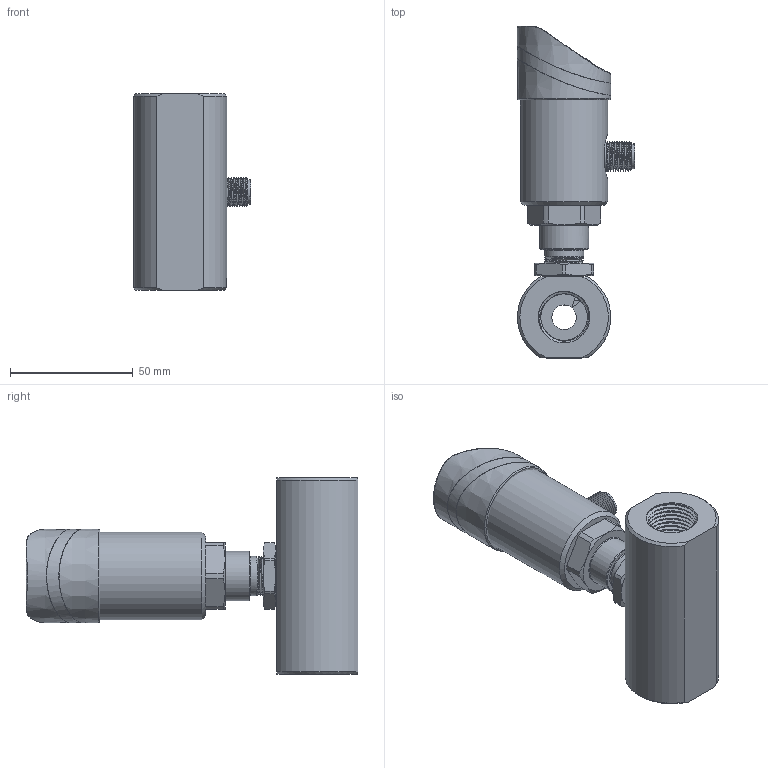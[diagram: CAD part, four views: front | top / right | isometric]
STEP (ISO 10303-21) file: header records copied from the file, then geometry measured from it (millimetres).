
FILE_DESCRIPTION(/* description */ (''),/* implementation_level */ '2;1');
FILE_NAME(/* name */ 'FS510-DN10-G12K.stp',/* time_stamp */ '2023-09-06T14:20:37+08:00',/* author */ (''),/* organization */ (''),/* preprocessor_version */ 'ST-DEVELOPER v16.7',/* originating_system */ 'SIEMENS PLM Software NX 12.0',/* authorisation */ '');
FILE_SCHEMA (('AUTOMOTIVE_DESIGN { 1 0 10303 214 3 1 1 1 }'));
Products named in the file (1): Mayn139CE878jepg
Bounding box: 47.7 x 135 x 80 mm (x, y, z)
Volume: 124136.6 mm3; surface area: 44455.1 mm2
Topology: 4 solids, 6 shells, 722 faces, 1888 edges, 1233 vertices
Faces by surface type: plane 267, extrusion 141, cylinder 131, cone 76, bspline 64, torus 32, sphere 11
Full cylindrical faces by diameter (mm): 1.689 x1, 2.7 x3, 10 x1, 12 x1, 15.9 x1, 16.5 x2, 20 x1, 23 x3, 26 x5, 35.5 x1, 37.001 x1
Entity records: 42253 total; most frequent: CARTESIAN_POINT 24294, ORIENTED_EDGE 3590, DIRECTION 2799, EDGE_CURVE 1795, VERTEX_POINT 1196, VECTOR 961, AXIS2_PLACEMENT_3D 919, EDGE_LOOP 839
